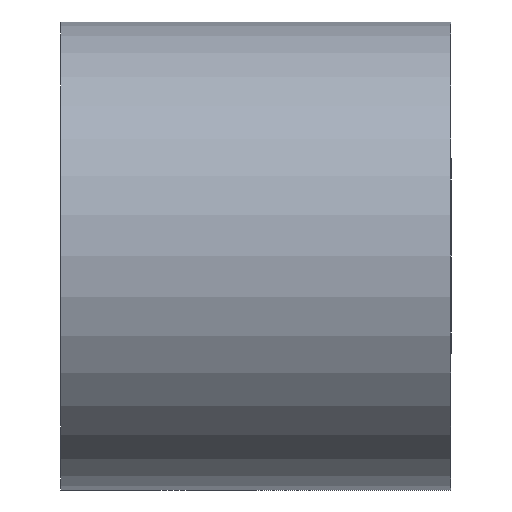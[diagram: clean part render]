
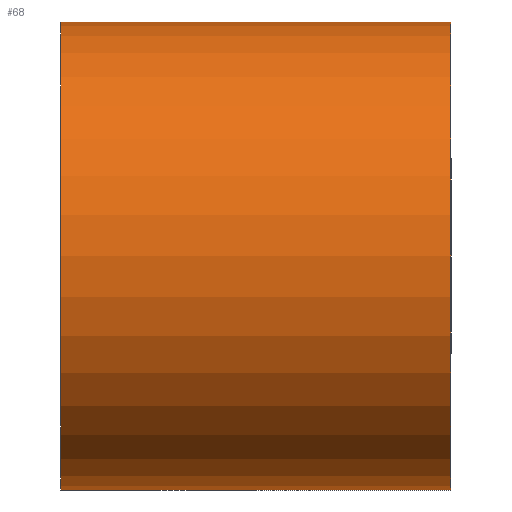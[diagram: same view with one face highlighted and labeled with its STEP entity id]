
A CAD part, left-side view. The second image highlights one B-rep face of the part: STEP entity #68.
In plain terms, the highlighted cylindrical face has radius 3 mm (diameter 6 mm), a partial arc.
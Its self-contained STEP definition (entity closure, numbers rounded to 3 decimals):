
#1 = FACE_OUTER_BOUND ( 'NONE', #21, .T. ) ;
#3 = CARTESIAN_POINT ( 'NONE',  ( 0., 5., 0. ) ) ;
#17 = EDGE_CURVE ( 'NONE', #61, #81, #26, .T. ) ;
#21 = EDGE_LOOP ( 'NONE', ( #149, #95, #247, #66 ) ) ;
#26 = CIRCLE ( 'NONE', #82, 3. ) ;
#30 = CARTESIAN_POINT ( 'NONE',  ( 0., 0., 0. ) ) ;
#32 = VECTOR ( 'NONE', #121, 1000. ) ;
#59 = EDGE_CURVE ( 'NONE', #81, #221, #171, .T. ) ;
#61 = VERTEX_POINT ( 'NONE', #87 ) ;
#66 = ORIENTED_EDGE ( 'NONE', *, *, #229, .T. ) ;
#68 = ADVANCED_FACE ( 'NONE', ( #1 ), #85, .T. ) ;
#76 = DIRECTION ( 'NONE',  ( 0., 1., 0. ) ) ;
#81 = VERTEX_POINT ( 'NONE', #86 ) ;
#82 = AXIS2_PLACEMENT_3D ( 'NONE', #138, #140, #190 ) ;
#85 = CYLINDRICAL_SURFACE ( 'NONE', #99, 3. ) ;
#86 = CARTESIAN_POINT ( 'NONE',  ( 0., 5., 3. ) ) ;
#87 = CARTESIAN_POINT ( 'NONE',  ( 0., 5., -3. ) ) ;
#89 = LINE ( 'NONE', #235, #193 ) ;
#95 = ORIENTED_EDGE ( 'NONE', *, *, #17, .F. ) ;
#99 = AXIS2_PLACEMENT_3D ( 'NONE', #3, #188, #106 ) ;
#106 = DIRECTION ( 'NONE',  ( 0., 0., -1. ) ) ;
#121 = DIRECTION ( 'NONE',  ( 0., -1., 0. ) ) ;
#129 = DIRECTION ( 'NONE',  ( 0., 0., 1. ) ) ;
#138 = CARTESIAN_POINT ( 'NONE',  ( 0., 5., 0. ) ) ;
#140 = DIRECTION ( 'NONE',  ( 0., 1., 0. ) ) ;
#146 = CIRCLE ( 'NONE', #218, 3. ) ;
#149 = ORIENTED_EDGE ( 'NONE', *, *, #59, .F. ) ;
#171 = LINE ( 'NONE', #191, #32 ) ;
#183 = DIRECTION ( 'NONE',  ( 0., -1., 0. ) ) ;
#188 = DIRECTION ( 'NONE',  ( 0., -1., 0. ) ) ;
#190 = DIRECTION ( 'NONE',  ( 0., 0., 1. ) ) ;
#191 = CARTESIAN_POINT ( 'NONE',  ( 0., 5., 3. ) ) ;
#193 = VECTOR ( 'NONE', #183, 1000. ) ;
#200 = CARTESIAN_POINT ( 'NONE',  ( 0., 0., 3. ) ) ;
#201 = EDGE_CURVE ( 'NONE', #61, #249, #89, .T. ) ;
#218 = AXIS2_PLACEMENT_3D ( 'NONE', #30, #76, #129 ) ;
#221 = VERTEX_POINT ( 'NONE', #200 ) ;
#229 = EDGE_CURVE ( 'NONE', #249, #221, #146, .T. ) ;
#235 = CARTESIAN_POINT ( 'NONE',  ( 0., 5., -3. ) ) ;
#239 = CARTESIAN_POINT ( 'NONE',  ( 0., 0., -3. ) ) ;
#247 = ORIENTED_EDGE ( 'NONE', *, *, #201, .T. ) ;
#249 = VERTEX_POINT ( 'NONE', #239 ) ;
